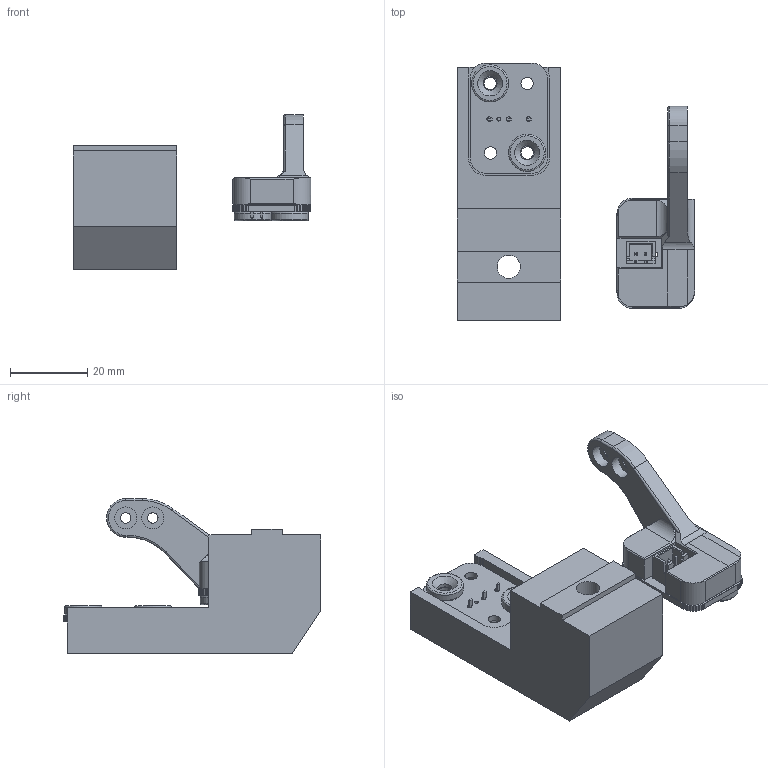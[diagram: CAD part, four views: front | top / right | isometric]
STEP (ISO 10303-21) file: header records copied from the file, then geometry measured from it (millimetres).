
FILE_DESCRIPTION(/* description */ (''),/* implementation_level */ '2;1');
FILE_NAME(/* name */ 'korby v1.step',/* time_stamp */ '2024-09-05T20:54:14+05:30',/* author */ (''),/* organization */ (''),/* preprocessor_version */ 'ST-DEVELOPER v20',/* originating_system */ 'Autodesk Translation Framework v13.14.0.145',/* authorisation */ '');
FILE_SCHEMA (('AUTOMOTIVE_DESIGN { 1 0 10303 214 3 1 1 }'));
Length unit declared in the file: millimetre
Products named in the file (13): korby; korby_dock; KorbyStatic; JST_XH_B2B-XH-A_1x02_P2.50mm_Vertical (1); SOLID (1); countersunk_magnet_M3 (1) (1); countersunk_magnet_M3 (1); KorbyDynamic; D2F-FL; COMPOUND; countersunk_magnet_M3 (1) (2); countersunk_magnet_M3 (2); korby_home
Assembly tree (12 placements, depth 4):
  korby
    korby_dock
    KorbyStatic
      JST_XH_B2B-XH-A_1x02_P2.50mm_Vertical (1)
        SOLID (1)
      countersunk_magnet_M3 (1) (1)
      countersunk_magnet_M3 (1)
    KorbyDynamic
      D2F-FL
        COMPOUND
      countersunk_magnet_M3 (1) (2)
      countersunk_magnet_M3 (2)
    korby_home
Bounding box: 61.56 x 66.73 x 40.07 mm (x, y, z)
Volume: 34747.5 mm3; surface area: 15400.3 mm2
Topology: 10 solids, 10 shells, 448 faces, 1210 edges, 797 vertices
Faces by surface type: plane 380, cylinder 53, torus 11, cone 4
Full cylindrical faces by diameter (mm): 1 x2, 1.2 x6, 2 x1, 2.7 x2, 3.2 x8, 3.6 x4, 3.9 x2, 5.7 x2, 6 x1, 9 x1, 9.6 x4
Entity records: 14475 total; most frequent: CARTESIAN_POINT 2489, ORIENTED_EDGE 2420, DIRECTION 2304, EDGE_CURVE 1210, LINE 1060, VECTOR 1060, VERTEX_POINT 797, AXIS2_PLACEMENT_3D 622
